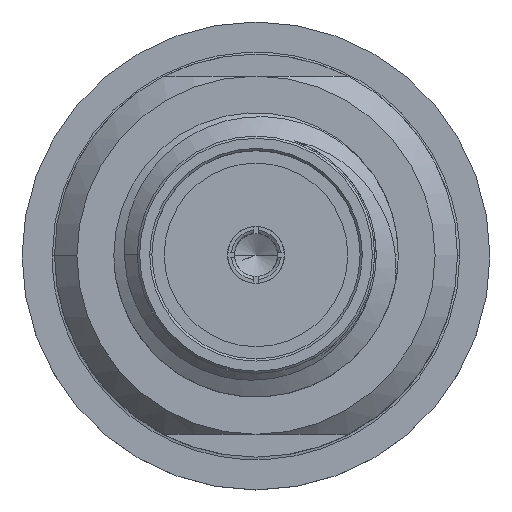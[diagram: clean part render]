
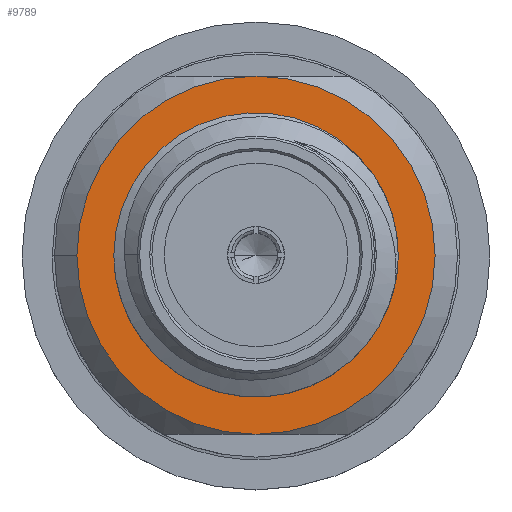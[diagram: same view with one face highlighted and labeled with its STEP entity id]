
A CAD part, top view. The second image highlights one B-rep face of the part: STEP entity #9789.
In plain terms, the highlighted planar face has unit normal (0, 0, 1).
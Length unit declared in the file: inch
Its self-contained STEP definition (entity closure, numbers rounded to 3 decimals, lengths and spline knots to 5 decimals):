
#220 = EDGE_CURVE ( 'NONE', #1337, #7361, #7727, .T. ) ;
#405 = DIRECTION ( 'NONE',  ( 1., 0., 0. ) ) ;
#466 = DIRECTION ( 'NONE',  ( 0., 0., 1. ) ) ;
#644 = CARTESIAN_POINT ( 'NONE',  ( -0.10433, 0., 0.36063 ) ) ;
#749 = CARTESIAN_POINT ( 'NONE',  ( 0.10433, 0., 0.36063 ) ) ;
#764 = AXIS2_PLACEMENT_3D ( 'NONE', #10790, #4641, #405 ) ;
#925 = VERTEX_POINT ( 'NONE', #644 ) ;
#1337 = VERTEX_POINT ( 'NONE', #5244 ) ;
#1387 = DIRECTION ( 'NONE',  ( 0., 0., -1. ) ) ;
#1662 = AXIS2_PLACEMENT_3D ( 'NONE', #10883, #5798, #9256 ) ;
#1739 = ORIENTED_EDGE ( 'NONE', *, *, #5641, .T. ) ;
#2055 = CARTESIAN_POINT ( 'NONE',  ( 0., -0.15748, 0.36063 ) ) ;
#2327 = CARTESIAN_POINT ( 'NONE',  ( 0., 0., 0.36063 ) ) ;
#2565 = EDGE_LOOP ( 'NONE', ( #9811, #9739, #9367 ) ) ;
#2619 = CARTESIAN_POINT ( 'NONE',  ( 0., 0.15748, 0.36063 ) ) ;
#3134 = FACE_OUTER_BOUND ( 'NONE', #2565, .T. ) ;
#3224 = VERTEX_POINT ( 'NONE', #2055 ) ;
#3330 = EDGE_CURVE ( 'NONE', #4228, #925, #3656, .T. ) ;
#3474 = AXIS2_PLACEMENT_3D ( 'NONE', #10621, #8938, #8169 ) ;
#3656 = CIRCLE ( 'NONE', #5802, 0.10433 ) ;
#3666 = EDGE_CURVE ( 'NONE', #7361, #3224, #9549, .T. ) ;
#3928 = CARTESIAN_POINT ( 'NONE',  ( 0., 0., 0.36063 ) ) ;
#4228 = VERTEX_POINT ( 'NONE', #749 ) ;
#4410 = AXIS2_PLACEMENT_3D ( 'NONE', #10841, #466, #5708 ) ;
#4640 = PLANE ( 'NONE',  #4410 ) ;
#4641 = DIRECTION ( 'NONE',  ( 0., 0., -1. ) ) ;
#4755 = FACE_BOUND ( 'NONE', #8441, .T. ) ;
#5244 = CARTESIAN_POINT ( 'NONE',  ( -0.15748, 0., 0.36063 ) ) ;
#5450 = CIRCLE ( 'NONE', #3474, 0.15748 ) ;
#5641 = EDGE_CURVE ( 'NONE', #925, #4228, #6652, .T. ) ;
#5642 = AXIS2_PLACEMENT_3D ( 'NONE', #3928, #7347, #10073 ) ;
#5708 = DIRECTION ( 'NONE',  ( 1., 0., 0. ) ) ;
#5798 = DIRECTION ( 'NONE',  ( 0., 0., -1. ) ) ;
#5802 = AXIS2_PLACEMENT_3D ( 'NONE', #2327, #1387, #9248 ) ;
#6652 = CIRCLE ( 'NONE', #764, 0.10433 ) ;
#7000 = ORIENTED_EDGE ( 'NONE', *, *, #3330, .T. ) ;
#7347 = DIRECTION ( 'NONE',  ( 0., 0., -1. ) ) ;
#7361 = VERTEX_POINT ( 'NONE', #2619 ) ;
#7510 = EDGE_CURVE ( 'NONE', #3224, #1337, #5450, .T. ) ;
#7727 = CIRCLE ( 'NONE', #1662, 0.15748 ) ;
#8169 = DIRECTION ( 'NONE',  ( -1., 0., 0. ) ) ;
#8441 = EDGE_LOOP ( 'NONE', ( #1739, #7000 ) ) ;
#8938 = DIRECTION ( 'NONE',  ( 0., 0., -1. ) ) ;
#9248 = DIRECTION ( 'NONE',  ( 1., 0., 0. ) ) ;
#9256 = DIRECTION ( 'NONE',  ( -1., 0., 0. ) ) ;
#9367 = ORIENTED_EDGE ( 'NONE', *, *, #220, .F. ) ;
#9549 = CIRCLE ( 'NONE', #5642, 0.15748 ) ;
#9739 = ORIENTED_EDGE ( 'NONE', *, *, #3666, .F. ) ;
#9789 = ADVANCED_FACE ( 'NONE', ( #4755, #3134 ), #4640, .T. ) ;
#9811 = ORIENTED_EDGE ( 'NONE', *, *, #7510, .F. ) ;
#10073 = DIRECTION ( 'NONE',  ( -1., 0., 0. ) ) ;
#10621 = CARTESIAN_POINT ( 'NONE',  ( 0., 0., 0.36063 ) ) ;
#10790 = CARTESIAN_POINT ( 'NONE',  ( 0., 0., 0.36063 ) ) ;
#10841 = CARTESIAN_POINT ( 'NONE',  ( 0., 0., 0.36063 ) ) ;
#10883 = CARTESIAN_POINT ( 'NONE',  ( 0., 0., 0.36063 ) ) ;
